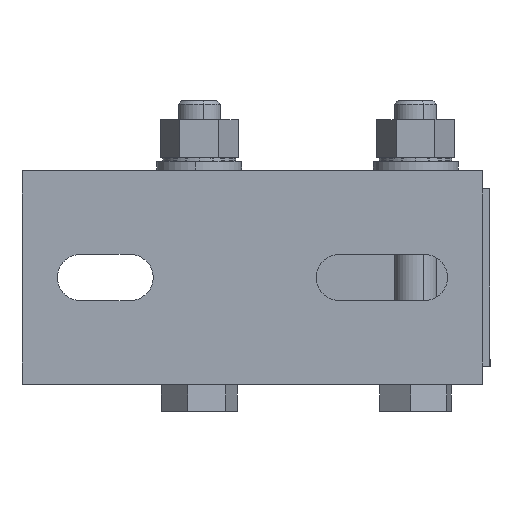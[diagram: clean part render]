
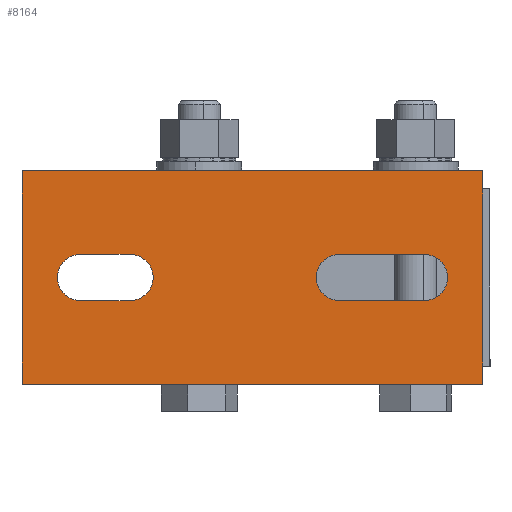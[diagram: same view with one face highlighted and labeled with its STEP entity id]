
A CAD part, left-side view. The second image highlights one B-rep face of the part: STEP entity #8164.
In plain terms, the highlighted face is planar.
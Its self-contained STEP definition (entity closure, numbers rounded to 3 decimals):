
#57 = CARTESIAN_POINT ( 'NONE',  ( -30.25, 0., -4. ) ) ;
#94 = VERTEX_POINT ( 'NONE', #3830 ) ;
#117 = DIRECTION ( 'NONE',  ( 0., -1., 0. ) ) ;
#220 = FACE_BOUND ( 'NONE', #6995, .T. ) ;
#323 = CARTESIAN_POINT ( 'NONE',  ( -101., 130., -4. ) ) ;
#326 = ORIENTED_EDGE ( 'NONE', *, *, #7887, .T. ) ;
#367 = EDGE_LOOP ( 'NONE', ( #7274, #3893, #5726, #4281 ) ) ;
#371 = CARTESIAN_POINT ( 'NONE',  ( 30.25, 77., -4. ) ) ;
#436 = DIRECTION ( 'NONE',  ( -1., 0., 0. ) ) ;
#642 = DIRECTION ( 'NONE',  ( 1., 0., 0. ) ) ;
#724 = VECTOR ( 'NONE', #1225, 1000. ) ;
#762 = AXIS2_PLACEMENT_3D ( 'NONE', #7026, #5114, #7766 ) ;
#817 = CARTESIAN_POINT ( 'NONE',  ( -23.25, 0., -4. ) ) ;
#888 = DIRECTION ( 'NONE',  ( 1., 0., 0. ) ) ;
#939 = DIRECTION ( 'NONE',  ( 1., 0., 0. ) ) ;
#969 = CARTESIAN_POINT ( 'NONE',  ( -41.713, 130., -4. ) ) ;
#1001 = ORIENTED_EDGE ( 'NONE', *, *, #6971, .F. ) ;
#1007 = CARTESIAN_POINT ( 'NONE',  ( 30.25, 0., -4. ) ) ;
#1025 = CIRCLE ( 'NONE', #762, 6.5 ) ;
#1060 = EDGE_CURVE ( 'NONE', #1927, #2286, #6010, .T. ) ;
#1148 = EDGE_CURVE ( 'NONE', #94, #1491, #3492, .T. ) ;
#1198 = ORIENTED_EDGE ( 'NONE', *, *, #6886, .F. ) ;
#1225 = DIRECTION ( 'NONE',  ( -1., 0., 0. ) ) ;
#1297 = CARTESIAN_POINT ( 'NONE',  ( -30.25, 77., -4. ) ) ;
#1304 = DIRECTION ( 'NONE',  ( 1., 0., 0. ) ) ;
#1310 = ORIENTED_EDGE ( 'NONE', *, *, #5974, .F. ) ;
#1323 = LINE ( 'NONE', #3848, #7741 ) ;
#1344 = VERTEX_POINT ( 'NONE', #2590 ) ;
#1353 = VERTEX_POINT ( 'NONE', #4537 ) ;
#1365 = VERTEX_POINT ( 'NONE', #2011 ) ;
#1484 = CARTESIAN_POINT ( 'NONE',  ( -101., 77., -4. ) ) ;
#1491 = VERTEX_POINT ( 'NONE', #5337 ) ;
#1531 = CIRCLE ( 'NONE', #5377, 6.5 ) ;
#1554 = EDGE_CURVE ( 'NONE', #3540, #3375, #6207, .T. ) ;
#1719 = VECTOR ( 'NONE', #5018, 1000. ) ;
#1750 = EDGE_CURVE ( 'NONE', #6933, #1353, #1323, .T. ) ;
#1865 = CARTESIAN_POINT ( 'NONE',  ( 6.5, 30.5, -4. ) ) ;
#1927 = VERTEX_POINT ( 'NONE', #8123 ) ;
#2002 = DIRECTION ( 'NONE',  ( 0., 0., 1. ) ) ;
#2011 = CARTESIAN_POINT ( 'NONE',  ( 23.25, 130., -4. ) ) ;
#2286 = VERTEX_POINT ( 'NONE', #1007 ) ;
#2335 = CARTESIAN_POINT ( 'NONE',  ( -6.5, 30.5, -4. ) ) ;
#2341 = CARTESIAN_POINT ( 'NONE',  ( 6.5, 113.5, -4. ) ) ;
#2350 = VECTOR ( 'NONE', #3679, 1000. ) ;
#2386 = DIRECTION ( 'NONE',  ( -1., 0., 0. ) ) ;
#2509 = CARTESIAN_POINT ( 'NONE',  ( 0., 30.5, -4. ) ) ;
#2590 = CARTESIAN_POINT ( 'NONE',  ( -6.5, 113.5, -4. ) ) ;
#2758 = CARTESIAN_POINT ( 'NONE',  ( 6.5, 113.5, -4. ) ) ;
#2767 = AXIS2_PLACEMENT_3D ( 'NONE', #5642, #2978, #5473 ) ;
#2868 = VECTOR ( 'NONE', #939, 1000. ) ;
#2978 = DIRECTION ( 'NONE',  ( 0., 0., 1. ) ) ;
#3015 = VECTOR ( 'NONE', #117, 1000. ) ;
#3363 = VECTOR ( 'NONE', #5468, 1000. ) ;
#3375 = VERTEX_POINT ( 'NONE', #57 ) ;
#3391 = DIRECTION ( 'NONE',  ( -1., 0., 0. ) ) ;
#3492 = CIRCLE ( 'NONE', #5481, 6.5 ) ;
#3493 = CARTESIAN_POINT ( 'NONE',  ( 6.5, 30.5, -4. ) ) ;
#3540 = VERTEX_POINT ( 'NONE', #817 ) ;
#3573 = VECTOR ( 'NONE', #642, 1000. ) ;
#3667 = EDGE_CURVE ( 'NONE', #6128, #6933, #1531, .T. ) ;
#3679 = DIRECTION ( 'NONE',  ( 0., -1., 0. ) ) ;
#3714 = LINE ( 'NONE', #7574, #3573 ) ;
#3830 = CARTESIAN_POINT ( 'NONE',  ( -6.5, 89.5, -4. ) ) ;
#3848 = CARTESIAN_POINT ( 'NONE',  ( -6.5, 30.5, -4. ) ) ;
#3893 = ORIENTED_EDGE ( 'NONE', *, *, #5472, .T. ) ;
#4134 = CARTESIAN_POINT ( 'NONE',  ( 0., 89.5, -4. ) ) ;
#4224 = VECTOR ( 'NONE', #436, 1000. ) ;
#4258 = LINE ( 'NONE', #323, #4341 ) ;
#4281 = ORIENTED_EDGE ( 'NONE', *, *, #4894, .T. ) ;
#4300 = LINE ( 'NONE', #6829, #2350 ) ;
#4341 = VECTOR ( 'NONE', #2386, 1000. ) ;
#4352 = EDGE_CURVE ( 'NONE', #7455, #2286, #5226, .T. ) ;
#4446 = CARTESIAN_POINT ( 'NONE',  ( 23.25, 0., -4. ) ) ;
#4537 = CARTESIAN_POINT ( 'NONE',  ( -6.5, 16.5, -4. ) ) ;
#4671 = LINE ( 'NONE', #7242, #6583 ) ;
#4699 = EDGE_CURVE ( 'NONE', #1365, #1927, #4671, .T. ) ;
#4805 = FACE_OUTER_BOUND ( 'NONE', #6767, .T. ) ;
#4808 = EDGE_CURVE ( 'NONE', #7295, #7912, #4258, .T. ) ;
#4880 = DIRECTION ( 'NONE',  ( 0., 1., 0. ) ) ;
#4894 = EDGE_CURVE ( 'NONE', #1491, #6696, #8033, .T. ) ;
#5018 = DIRECTION ( 'NONE',  ( 0., 1., 0. ) ) ;
#5114 = DIRECTION ( 'NONE',  ( 0., 0., 1. ) ) ;
#5178 = CARTESIAN_POINT ( 'NONE',  ( -30.25, 130., -4. ) ) ;
#5226 = LINE ( 'NONE', #5929, #2868 ) ;
#5265 = PLANE ( 'NONE',  #5690 ) ;
#5337 = CARTESIAN_POINT ( 'NONE',  ( 6.5, 89.5, -4. ) ) ;
#5377 = AXIS2_PLACEMENT_3D ( 'NONE', #2509, #2002, #1304 ) ;
#5387 = ORIENTED_EDGE ( 'NONE', *, *, #4352, .F. ) ;
#5468 = DIRECTION ( 'NONE',  ( 0., -1., 0. ) ) ;
#5472 = EDGE_CURVE ( 'NONE', #1344, #94, #4300, .T. ) ;
#5473 = DIRECTION ( 'NONE',  ( 1., 0., 0. ) ) ;
#5481 = AXIS2_PLACEMENT_3D ( 'NONE', #4134, #6672, #6096 ) ;
#5544 = ORIENTED_EDGE ( 'NONE', *, *, #4699, .T. ) ;
#5642 = CARTESIAN_POINT ( 'NONE',  ( 0., 113.5, -4. ) ) ;
#5667 = CARTESIAN_POINT ( 'NONE',  ( -23.25, 0., -4. ) ) ;
#5690 = AXIS2_PLACEMENT_3D ( 'NONE', #1484, #6550, #3391 ) ;
#5726 = ORIENTED_EDGE ( 'NONE', *, *, #1148, .T. ) ;
#5888 = FACE_BOUND ( 'NONE', #367, .T. ) ;
#5911 = EDGE_CURVE ( 'NONE', #1353, #5948, #1025, .T. ) ;
#5929 = CARTESIAN_POINT ( 'NONE',  ( -101., 0., -4. ) ) ;
#5948 = VERTEX_POINT ( 'NONE', #7107 ) ;
#5974 = EDGE_CURVE ( 'NONE', #7912, #3375, #6981, .T. ) ;
#6010 = LINE ( 'NONE', #371, #3363 ) ;
#6096 = DIRECTION ( 'NONE',  ( 1., 0., 0. ) ) ;
#6128 = VERTEX_POINT ( 'NONE', #3493 ) ;
#6205 = ORIENTED_EDGE ( 'NONE', *, *, #1554, .T. ) ;
#6207 = LINE ( 'NONE', #5667, #724 ) ;
#6550 = DIRECTION ( 'NONE',  ( 0., 0., -1. ) ) ;
#6571 = EDGE_CURVE ( 'NONE', #6696, #1344, #7664, .T. ) ;
#6583 = VECTOR ( 'NONE', #888, 1000. ) ;
#6648 = CARTESIAN_POINT ( 'NONE',  ( -23.25, 130., -4. ) ) ;
#6672 = DIRECTION ( 'NONE',  ( 0., 0., 1. ) ) ;
#6696 = VERTEX_POINT ( 'NONE', #2758 ) ;
#6767 = EDGE_LOOP ( 'NONE', ( #1198, #5544, #7572, #5387, #1001, #6205, #1310, #6992 ) ) ;
#6829 = CARTESIAN_POINT ( 'NONE',  ( -6.5, 113.5, -4. ) ) ;
#6886 = EDGE_CURVE ( 'NONE', #1365, #7295, #7903, .T. ) ;
#6933 = VERTEX_POINT ( 'NONE', #2335 ) ;
#6971 = EDGE_CURVE ( 'NONE', #3540, #7455, #3714, .T. ) ;
#6981 = LINE ( 'NONE', #1297, #3015 ) ;
#6992 = ORIENTED_EDGE ( 'NONE', *, *, #4808, .F. ) ;
#6995 = EDGE_LOOP ( 'NONE', ( #7268, #7090, #7466, #326 ) ) ;
#7026 = CARTESIAN_POINT ( 'NONE',  ( 0., 16.5, -4. ) ) ;
#7090 = ORIENTED_EDGE ( 'NONE', *, *, #1750, .T. ) ;
#7107 = CARTESIAN_POINT ( 'NONE',  ( 6.5, 16.5, -4. ) ) ;
#7124 = VECTOR ( 'NONE', #4880, 1000. ) ;
#7242 = CARTESIAN_POINT ( 'NONE',  ( 23.25, 130., -4. ) ) ;
#7268 = ORIENTED_EDGE ( 'NONE', *, *, #3667, .T. ) ;
#7274 = ORIENTED_EDGE ( 'NONE', *, *, #6571, .T. ) ;
#7295 = VERTEX_POINT ( 'NONE', #6648 ) ;
#7455 = VERTEX_POINT ( 'NONE', #4446 ) ;
#7466 = ORIENTED_EDGE ( 'NONE', *, *, #5911, .T. ) ;
#7572 = ORIENTED_EDGE ( 'NONE', *, *, #1060, .T. ) ;
#7574 = CARTESIAN_POINT ( 'NONE',  ( 30., 0., -4. ) ) ;
#7664 = CIRCLE ( 'NONE', #2767, 6.5 ) ;
#7667 = DIRECTION ( 'NONE',  ( 0., -1., 0. ) ) ;
#7741 = VECTOR ( 'NONE', #7667, 1000. ) ;
#7766 = DIRECTION ( 'NONE',  ( 1., 0., 0. ) ) ;
#7887 = EDGE_CURVE ( 'NONE', #5948, #6128, #8174, .T. ) ;
#7903 = LINE ( 'NONE', #969, #4224 ) ;
#7912 = VERTEX_POINT ( 'NONE', #5178 ) ;
#8033 = LINE ( 'NONE', #2341, #7124 ) ;
#8123 = CARTESIAN_POINT ( 'NONE',  ( 30.25, 130., -4. ) ) ;
#8164 = ADVANCED_FACE ( 'NONE', ( #4805, #5888, #220 ), #5265, .T. ) ;
#8174 = LINE ( 'NONE', #1865, #1719 ) ;
